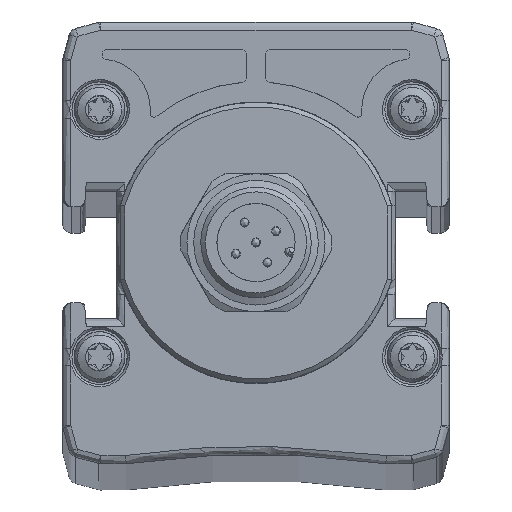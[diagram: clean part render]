
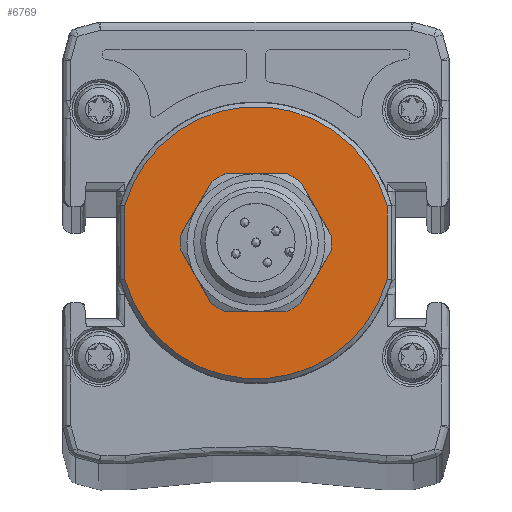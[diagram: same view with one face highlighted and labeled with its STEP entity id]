
A CAD part, top view. The second image highlights one B-rep face of the part: STEP entity #6769.
In plain terms, the highlighted planar face has unit normal (0, 0, 1).
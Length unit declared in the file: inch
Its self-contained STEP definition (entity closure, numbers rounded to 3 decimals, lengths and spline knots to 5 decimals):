
#384 = CIRCLE ( 'NONE', #23091, 0.32283 ) ;
#502 = DIRECTION ( 'NONE',  ( 1., -0.008, 0. ) ) ;
#512 = DIRECTION ( 'NONE',  ( -1., 0., 0. ) ) ;
#539 = CARTESIAN_POINT ( 'NONE',  ( -0.3207, 0.03707, 64.52801 ) ) ;
#849 = EDGE_CURVE ( 'NONE', #27170, #13471, #1175, .T. ) ;
#908 = EDGE_CURVE ( 'NONE', #7457, #14826, #26439, .T. ) ;
#1175 = CIRCLE ( 'NONE', #31604, 0.32283 ) ;
#1233 = CARTESIAN_POINT ( 'NONE',  ( 0.3207, -0.03707, 64.52801 ) ) ;
#1386 = CARTESIAN_POINT ( 'NONE',  ( 0.12825, -0.29627, 64.52801 ) ) ;
#1766 = ORIENTED_EDGE ( 'NONE', *, *, #17786, .T. ) ;
#2456 = ORIENTED_EDGE ( 'NONE', *, *, #28372, .F. ) ;
#2713 = ORIENTED_EDGE ( 'NONE', *, *, #23934, .T. ) ;
#2922 = AXIS2_PLACEMENT_3D ( 'NONE', #8933, #6488, #21197 ) ;
#3028 = ORIENTED_EDGE ( 'NONE', *, *, #4777, .T. ) ;
#3526 = DIRECTION ( 'NONE',  ( -0.493, 0.87, 0. ) ) ;
#3714 = VECTOR ( 'NONE', #26815, 39.37008 ) ;
#4259 = DIRECTION ( 'NONE',  ( 0., 0., -1. ) ) ;
#4403 = CARTESIAN_POINT ( 'NONE',  ( 0., 0., 64.52801 ) ) ;
#4584 = VERTEX_POINT ( 'NONE', #22078 ) ;
#4737 = DIRECTION ( 'NONE',  ( -0.493, 0.87, 0. ) ) ;
#4777 = EDGE_CURVE ( 'NONE', #26506, #4584, #384, .T. ) ;
#4886 = LINE ( 'NONE', #17681, #19665 ) ;
#5130 = VECTOR ( 'NONE', #19152, 39.37008 ) ;
#5292 = ORIENTED_EDGE ( 'NONE', *, *, #6803, .T. ) ;
#5814 = CARTESIAN_POINT ( 'NONE',  ( 0.56106, -0.15737, 64.52801 ) ) ;
#5816 = CARTESIAN_POINT ( 'NONE',  ( -0.18845, 0.26212, 64.52801 ) ) ;
#6131 = ORIENTED_EDGE ( 'NONE', *, *, #19558, .T. ) ;
#6171 = DIRECTION ( 'NONE',  ( 0., 1., 0. ) ) ;
#6488 = DIRECTION ( 'NONE',  ( 0., 0., -1. ) ) ;
#6690 = DIRECTION ( 'NONE',  ( 0., 0., -1. ) ) ;
#6769 = ADVANCED_FACE ( 'NONE', ( #25757, #10461 ), #20292, .T. ) ;
#6803 = EDGE_CURVE ( 'NONE', #12664, #14632, #28888, .T. ) ;
#6896 = AXIS2_PLACEMENT_3D ( 'NONE', #25831, #27912, #3526 ) ;
#6924 = DIRECTION ( 'NONE',  ( 0., 0., -1. ) ) ;
#7046 = CARTESIAN_POINT ( 'NONE',  ( 0., 0., 64.52801 ) ) ;
#7457 = VERTEX_POINT ( 'NONE', #21081 ) ;
#7621 = CARTESIAN_POINT ( 'NONE',  ( 0.12825, -0.29627, 64.52801 ) ) ;
#7866 = VERTEX_POINT ( 'NONE', #15097 ) ;
#8078 = EDGE_CURVE ( 'NONE', #20274, #28383, #20427, .T. ) ;
#8168 = EDGE_CURVE ( 'NONE', #13471, #24688, #19441, .T. ) ;
#8933 = CARTESIAN_POINT ( 'NONE',  ( 0., 0., 64.52801 ) ) ;
#8981 = CARTESIAN_POINT ( 'NONE',  ( 0., 0., 64.52801 ) ) ;
#9188 = VERTEX_POINT ( 'NONE', #539 ) ;
#9308 = CARTESIAN_POINT ( 'NONE',  ( -0.3207, 0.03707, 64.52801 ) ) ;
#9530 = AXIS2_PLACEMENT_3D ( 'NONE', #12814, #19775, #512 ) ;
#9693 = DIRECTION ( 'NONE',  ( 0., 0., -1. ) ) ;
#10362 = EDGE_CURVE ( 'NONE', #14826, #26506, #27262, .T. ) ;
#10461 = FACE_BOUND ( 'NONE', #16022, .T. ) ;
#10978 = CARTESIAN_POINT ( 'NONE',  ( -0.32123, -0.03214, 64.52801 ) ) ;
#11414 = DIRECTION ( 'NONE',  ( 1., 0., 0. ) ) ;
#12162 = VECTOR ( 'NONE', #29924, 39.37008 ) ;
#12300 = ORIENTED_EDGE ( 'NONE', *, *, #24625, .F. ) ;
#12664 = VERTEX_POINT ( 'NONE', #5816 ) ;
#12805 = LINE ( 'NONE', #18438, #23709 ) ;
#12814 = CARTESIAN_POINT ( 'NONE',  ( 0., 0., 64.52801 ) ) ;
#13471 = VERTEX_POINT ( 'NONE', #20291 ) ;
#13798 = DIRECTION ( 'NONE',  ( -0.493, 0.87, 0. ) ) ;
#14182 = ORIENTED_EDGE ( 'NONE', *, *, #8078, .F. ) ;
#14237 = VERTEX_POINT ( 'NONE', #10978 ) ;
#14632 = VERTEX_POINT ( 'NONE', #18425 ) ;
#14826 = VERTEX_POINT ( 'NONE', #1386 ) ;
#14878 = CARTESIAN_POINT ( 'NONE',  ( 0.56106, 0.15737, 64.52801 ) ) ;
#14985 = AXIS2_PLACEMENT_3D ( 'NONE', #8981, #6690, #13798 ) ;
#15097 = CARTESIAN_POINT ( 'NONE',  ( 0.3207, -0.03707, 64.52801 ) ) ;
#15135 = CIRCLE ( 'NONE', #6896, 0.32283 ) ;
#15554 = VECTOR ( 'NONE', #6171, 39.37008 ) ;
#15864 = DIRECTION ( 'NONE',  ( -1., 0., 0. ) ) ;
#16022 = EDGE_LOOP ( 'NONE', ( #6131, #5292, #20500, #28624, #26562, #2713, #22027, #18140, #16356, #3028, #1766, #31337 ) ) ;
#16356 = ORIENTED_EDGE ( 'NONE', *, *, #10362, .T. ) ;
#17340 = EDGE_LOOP ( 'NONE', ( #2456, #14182, #18246, #12300 ) ) ;
#17681 = CARTESIAN_POINT ( 'NONE',  ( 0.56106, 0., 64.52801 ) ) ;
#17786 = EDGE_CURVE ( 'NONE', #4584, #14237, #20086, .T. ) ;
#18140 = ORIENTED_EDGE ( 'NONE', *, *, #908, .T. ) ;
#18246 = ORIENTED_EDGE ( 'NONE', *, *, #29801, .T. ) ;
#18425 = CARTESIAN_POINT ( 'NONE',  ( -0.12825, 0.29627, 64.52801 ) ) ;
#18429 = CIRCLE ( 'NONE', #2922, 0.32283 ) ;
#18438 = CARTESIAN_POINT ( 'NONE',  ( -0.12825, 0.29627, 64.52801 ) ) ;
#19152 = DIRECTION ( 'NONE',  ( 0.507, 0.862, 0. ) ) ;
#19441 = LINE ( 'NONE', #20063, #3714 ) ;
#19558 = EDGE_CURVE ( 'NONE', #9188, #12664, #21569, .T. ) ;
#19632 = AXIS2_PLACEMENT_3D ( 'NONE', #4403, #21554, #11414 ) ;
#19665 = VECTOR ( 'NONE', #21593, 39.37008 ) ;
#19694 = DIRECTION ( 'NONE',  ( -0.493, 0.87, 0. ) ) ;
#19775 = DIRECTION ( 'NONE',  ( 0., 0., -1. ) ) ;
#20040 = DIRECTION ( 'NONE',  ( -1., 0.008, 0. ) ) ;
#20063 = CARTESIAN_POINT ( 'NONE',  ( 0.19245, 0.2592, 64.52801 ) ) ;
#20086 = LINE ( 'NONE', #29762, #12162 ) ;
#20245 = CARTESIAN_POINT ( 'NONE',  ( -0.56106, 0.15737, 64.52801 ) ) ;
#20274 = VERTEX_POINT ( 'NONE', #20804 ) ;
#20291 = CARTESIAN_POINT ( 'NONE',  ( 0.19245, 0.2592, 64.52801 ) ) ;
#20292 = PLANE ( 'NONE',  #19632 ) ;
#20427 = LINE ( 'NONE', #28293, #15554 ) ;
#20500 = ORIENTED_EDGE ( 'NONE', *, *, #29078, .T. ) ;
#20804 = CARTESIAN_POINT ( 'NONE',  ( -0.56106, -0.15737, 64.52801 ) ) ;
#21081 = CARTESIAN_POINT ( 'NONE',  ( 0.18845, -0.26212, 64.52801 ) ) ;
#21197 = DIRECTION ( 'NONE',  ( -0.493, 0.87, 0. ) ) ;
#21554 = DIRECTION ( 'NONE',  ( 0., 0., 1. ) ) ;
#21569 = LINE ( 'NONE', #9308, #5130 ) ;
#21593 = DIRECTION ( 'NONE',  ( 0., -1., 0. ) ) ;
#21657 = VECTOR ( 'NONE', #25957, 39.37008 ) ;
#21886 = VECTOR ( 'NONE', #20040, 39.37008 ) ;
#22027 = ORIENTED_EDGE ( 'NONE', *, *, #22533, .T. ) ;
#22078 = CARTESIAN_POINT ( 'NONE',  ( -0.19245, -0.2592, 64.52801 ) ) ;
#22190 = CARTESIAN_POINT ( 'NONE',  ( 0.32123, 0.03214, 64.52801 ) ) ;
#22533 = EDGE_CURVE ( 'NONE', #7866, #7457, #30633, .T. ) ;
#23091 = AXIS2_PLACEMENT_3D ( 'NONE', #7046, #4259, #4737 ) ;
#23284 = CARTESIAN_POINT ( 'NONE',  ( 0., 0., 64.52801 ) ) ;
#23364 = AXIS2_PLACEMENT_3D ( 'NONE', #29204, #9693, #27078 ) ;
#23420 = CIRCLE ( 'NONE', #9530, 0.58271 ) ;
#23709 = VECTOR ( 'NONE', #502, 39.37008 ) ;
#23934 = EDGE_CURVE ( 'NONE', #24688, #7866, #18429, .T. ) ;
#24625 = EDGE_CURVE ( 'NONE', #26422, #24949, #4886, .T. ) ;
#24688 = VERTEX_POINT ( 'NONE', #22190 ) ;
#24800 = AXIS2_PLACEMENT_3D ( 'NONE', #23284, #25220, #15864 ) ;
#24949 = VERTEX_POINT ( 'NONE', #5814 ) ;
#25220 = DIRECTION ( 'NONE',  ( 0., 0., 1. ) ) ;
#25757 = FACE_OUTER_BOUND ( 'NONE', #17340, .T. ) ;
#25831 = CARTESIAN_POINT ( 'NONE',  ( 0., 0., 64.52801 ) ) ;
#25957 = DIRECTION ( 'NONE',  ( -0.507, -0.862, 0. ) ) ;
#26422 = VERTEX_POINT ( 'NONE', #14878 ) ;
#26439 = CIRCLE ( 'NONE', #23364, 0.32283 ) ;
#26506 = VERTEX_POINT ( 'NONE', #27594 ) ;
#26507 = EDGE_CURVE ( 'NONE', #14237, #9188, #15135, .T. ) ;
#26562 = ORIENTED_EDGE ( 'NONE', *, *, #8168, .T. ) ;
#26815 = DIRECTION ( 'NONE',  ( 0.493, -0.87, 0. ) ) ;
#26837 = CIRCLE ( 'NONE', #24800, 0.58271 ) ;
#27078 = DIRECTION ( 'NONE',  ( -0.493, 0.87, 0. ) ) ;
#27170 = VERTEX_POINT ( 'NONE', #30828 ) ;
#27262 = LINE ( 'NONE', #7621, #21886 ) ;
#27594 = CARTESIAN_POINT ( 'NONE',  ( -0.13278, -0.29427, 64.52801 ) ) ;
#27912 = DIRECTION ( 'NONE',  ( 0., 0., -1. ) ) ;
#28293 = CARTESIAN_POINT ( 'NONE',  ( -0.56106, 0., 64.52801 ) ) ;
#28372 = EDGE_CURVE ( 'NONE', #28383, #26422, #23420, .T. ) ;
#28383 = VERTEX_POINT ( 'NONE', #20245 ) ;
#28624 = ORIENTED_EDGE ( 'NONE', *, *, #849, .T. ) ;
#28888 = CIRCLE ( 'NONE', #14985, 0.32283 ) ;
#29078 = EDGE_CURVE ( 'NONE', #14632, #27170, #12805, .T. ) ;
#29204 = CARTESIAN_POINT ( 'NONE',  ( 0., 0., 64.52801 ) ) ;
#29762 = CARTESIAN_POINT ( 'NONE',  ( -0.19245, -0.2592, 64.52801 ) ) ;
#29801 = EDGE_CURVE ( 'NONE', #20274, #24949, #26837, .T. ) ;
#29924 = DIRECTION ( 'NONE',  ( -0.493, 0.87, 0. ) ) ;
#30633 = LINE ( 'NONE', #1233, #21657 ) ;
#30828 = CARTESIAN_POINT ( 'NONE',  ( 0.13278, 0.29427, 64.52801 ) ) ;
#31337 = ORIENTED_EDGE ( 'NONE', *, *, #26507, .T. ) ;
#31604 = AXIS2_PLACEMENT_3D ( 'NONE', #31759, #6924, #19694 ) ;
#31759 = CARTESIAN_POINT ( 'NONE',  ( 0., 0., 64.52801 ) ) ;
